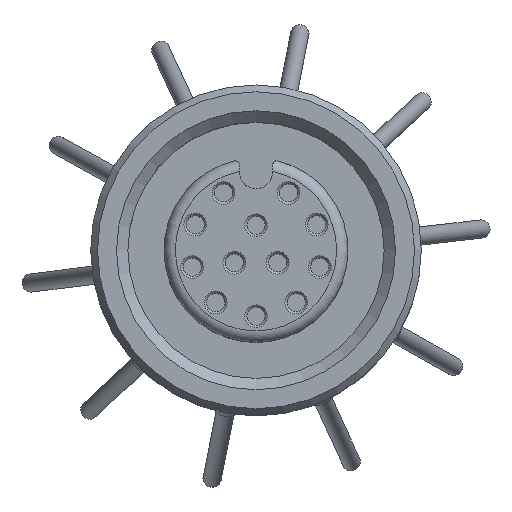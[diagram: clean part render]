
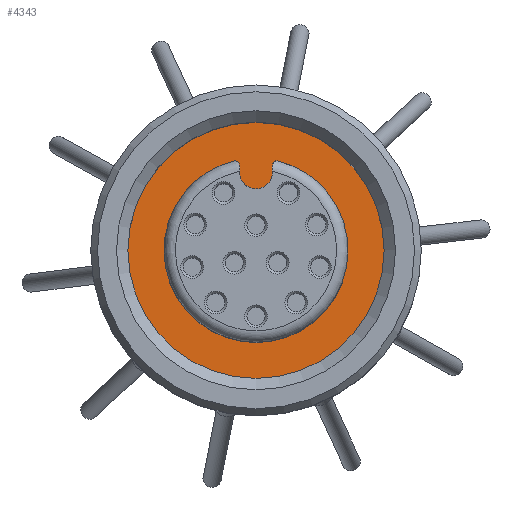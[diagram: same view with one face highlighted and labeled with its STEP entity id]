
A CAD part, top view. The second image highlights one B-rep face of the part: STEP entity #4343.
In plain terms, the highlighted planar face has unit normal (0, 0, 1).
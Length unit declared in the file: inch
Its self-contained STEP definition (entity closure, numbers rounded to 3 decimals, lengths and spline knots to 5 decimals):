
#66 = EDGE_LOOP ( 'NONE', ( #1290, #4313, #4911, #3105, #1158, #4988, #5616 ) ) ;
#94 = EDGE_CURVE ( 'NONE', #2391, #1877, #1880, .T. ) ;
#180 = DIRECTION ( 'NONE',  ( 0., 0., 1. ) ) ;
#192 = B_SPLINE_CURVE_WITH_KNOTS ( 'NONE', 2,
 ( #2499, #2143, #3988, #5838, #1686, #3619, #3071, #3131, #1347 ),
 .UNSPECIFIED., .F., .F.,
 ( 3, 2, 2, 2, 3 ),
 ( 0., 0.25, 0.5, 0.75, 1. ),
 .UNSPECIFIED. ) ;
#537 = CARTESIAN_POINT ( 'NONE',  ( 0.02854, 0.13484, -0.3189 ) ) ;
#576 = VECTOR ( 'NONE', #3405, 39.37008 ) ;
#634 = AXIS2_PLACEMENT_3D ( 'NONE', #2656, #3995, #5873 ) ;
#668 = VERTEX_POINT ( 'NONE', #537 ) ;
#716 = CARTESIAN_POINT ( 'NONE',  ( 0.02854, 0.14713, -0.3189 ) ) ;
#842 = CARTESIAN_POINT ( 'NONE',  ( -0.03085, 0.1527, -0.3189 ) ) ;
#1106 = EDGE_CURVE ( 'NONE', #1611, #5642, #3171, .T. ) ;
#1153 = VERTEX_POINT ( 'NONE', #5769 ) ;
#1158 = ORIENTED_EDGE ( 'NONE', *, *, #2701, .T. ) ;
#1237 = FACE_BOUND ( 'NONE', #66, .T. ) ;
#1276 = DIRECTION ( 'NONE',  ( 0., 0., 1. ) ) ;
#1290 = ORIENTED_EDGE ( 'NONE', *, *, #1106, .T. ) ;
#1338 = CARTESIAN_POINT ( 'NONE',  ( -0.03642, 0.15501, -0.3189 ) ) ;
#1347 = CARTESIAN_POINT ( 'NONE',  ( 0.02018, 0.11466, -0.3189 ) ) ;
#1423 = CARTESIAN_POINT ( 'NONE',  ( 0.02854, 0., -0.3189 ) ) ;
#1453 = LINE ( 'NONE', #1423, #2513 ) ;
#1611 = VERTEX_POINT ( 'NONE', #716 ) ;
#1686 = CARTESIAN_POINT ( 'NONE',  ( -0.01092, 0.10847, -0.3189 ) ) ;
#1735 = CARTESIAN_POINT ( 'NONE',  ( 0., 0., -0.3189 ) ) ;
#1744 = EDGE_CURVE ( 'NONE', #4972, #668, #5691, .T. ) ;
#1821 = CARTESIAN_POINT ( 'NONE',  ( -0.03642, 0.15501, -0.3189 ) ) ;
#1839 = CARTESIAN_POINT ( 'NONE',  ( 0.02854, 0.13484, -0.3189 ) ) ;
#1877 = VERTEX_POINT ( 'NONE', #1923 ) ;
#1880 = B_SPLINE_CURVE_WITH_KNOTS ( 'NONE', 2,
 ( #1821, #2363, #842, #2307, #4544 ),
 .UNSPECIFIED., .F., .F.,
 ( 3, 2, 3 ),
 ( 0., 0.5, 1. ),
 .UNSPECIFIED. ) ;
#1909 = DIRECTION ( 'NONE',  ( 0., 1., 0. ) ) ;
#1923 = CARTESIAN_POINT ( 'NONE',  ( -0.02854, 0.14713, -0.3189 ) ) ;
#1975 = CARTESIAN_POINT ( 'NONE',  ( 0.03642, 0.15501, -0.3189 ) ) ;
#2032 = DIRECTION ( 'NONE',  ( 0., 1., 0. ) ) ;
#2143 = CARTESIAN_POINT ( 'NONE',  ( -0.02854, 0.1262, -0.3189 ) ) ;
#2263 = CARTESIAN_POINT ( 'NONE',  ( 0., 0.22173, -0.3189 ) ) ;
#2294 = CARTESIAN_POINT ( 'NONE',  ( 0.02417, 0.11865, -0.3189 ) ) ;
#2307 = CARTESIAN_POINT ( 'NONE',  ( -0.02854, 0.15042, -0.3189 ) ) ;
#2363 = CARTESIAN_POINT ( 'NONE',  ( -0.03318, 0.15501, -0.3189 ) ) ;
#2391 = VERTEX_POINT ( 'NONE', #1338 ) ;
#2499 = CARTESIAN_POINT ( 'NONE',  ( -0.02854, 0.13484, -0.3189 ) ) ;
#2513 = VECTOR ( 'NONE', #1909, 39.37008 ) ;
#2540 = CARTESIAN_POINT ( 'NONE',  ( 0., 0., -0.3189 ) ) ;
#2656 = CARTESIAN_POINT ( 'NONE',  ( 0., 0., -0.3189 ) ) ;
#2701 = EDGE_CURVE ( 'NONE', #1153, #4972, #192, .T. ) ;
#2792 = CARTESIAN_POINT ( 'NONE',  ( 0.02854, 0.14713, -0.3189 ) ) ;
#3071 = CARTESIAN_POINT ( 'NONE',  ( 0.00557, 0.10685, -0.3189 ) ) ;
#3105 = ORIENTED_EDGE ( 'NONE', *, *, #5044, .T. ) ;
#3131 = CARTESIAN_POINT ( 'NONE',  ( 0.01405, 0.10853, -0.3189 ) ) ;
#3171 = B_SPLINE_CURVE_WITH_KNOTS ( 'NONE', 2,
 ( #2792, #4291, #3371, #3244, #4649 ),
 .UNSPECIFIED., .F., .F.,
 ( 3, 2, 3 ),
 ( 0., 0.5, 1. ),
 .UNSPECIFIED. ) ;
#3233 = CIRCLE ( 'NONE', #634, 0.15923 ) ;
#3244 = CARTESIAN_POINT ( 'NONE',  ( 0.03313, 0.15501, -0.3189 ) ) ;
#3371 = CARTESIAN_POINT ( 'NONE',  ( 0.03085, 0.1527, -0.3189 ) ) ;
#3405 = DIRECTION ( 'NONE',  ( 0., -1., 0. ) ) ;
#3543 = PLANE ( 'NONE',  #3967 ) ;
#3619 = CARTESIAN_POINT ( 'NONE',  ( -0.00295, 0.10516, -0.3189 ) ) ;
#3643 = ORIENTED_EDGE ( 'NONE', *, *, #4089, .T. ) ;
#3719 = EDGE_CURVE ( 'NONE', #2391, #5642, #3233, .T. ) ;
#3806 = CARTESIAN_POINT ( 'NONE',  ( 0.02018, 0.11466, -0.3189 ) ) ;
#3955 = LINE ( 'NONE', #5310, #576 ) ;
#3967 = AXIS2_PLACEMENT_3D ( 'NONE', #2540, #180, #2032 ) ;
#3988 = CARTESIAN_POINT ( 'NONE',  ( -0.02373, 0.11898, -0.3189 ) ) ;
#3995 = DIRECTION ( 'NONE',  ( 0., 0., 1. ) ) ;
#4089 = EDGE_CURVE ( 'NONE', #4618, #4618, #5219, .T. ) ;
#4114 = CARTESIAN_POINT ( 'NONE',  ( 0.02637, 0.12392, -0.3189 ) ) ;
#4226 = EDGE_CURVE ( 'NONE', #668, #1611, #1453, .T. ) ;
#4291 = CARTESIAN_POINT ( 'NONE',  ( 0.02854, 0.15037, -0.3189 ) ) ;
#4313 = ORIENTED_EDGE ( 'NONE', *, *, #3719, .F. ) ;
#4343 = ADVANCED_FACE ( 'NONE', ( #1237, #4848 ), #3543, .T. ) ;
#4359 = AXIS2_PLACEMENT_3D ( 'NONE', #1735, #1276, #4973 ) ;
#4544 = CARTESIAN_POINT ( 'NONE',  ( -0.02854, 0.14713, -0.3189 ) ) ;
#4618 = VERTEX_POINT ( 'NONE', #2263 ) ;
#4649 = CARTESIAN_POINT ( 'NONE',  ( 0.03642, 0.15501, -0.3189 ) ) ;
#4848 = FACE_OUTER_BOUND ( 'NONE', #5669, .T. ) ;
#4911 = ORIENTED_EDGE ( 'NONE', *, *, #94, .T. ) ;
#4972 = VERTEX_POINT ( 'NONE', #3806 ) ;
#4973 = DIRECTION ( 'NONE',  ( 0., 1., 0. ) ) ;
#4988 = ORIENTED_EDGE ( 'NONE', *, *, #1744, .T. ) ;
#5044 = EDGE_CURVE ( 'NONE', #1877, #1153, #3955, .T. ) ;
#5219 = CIRCLE ( 'NONE', #4359, 0.22173 ) ;
#5310 = CARTESIAN_POINT ( 'NONE',  ( -0.02854, 0., -0.3189 ) ) ;
#5554 = CARTESIAN_POINT ( 'NONE',  ( 0.02018, 0.11466, -0.3189 ) ) ;
#5616 = ORIENTED_EDGE ( 'NONE', *, *, #4226, .T. ) ;
#5642 = VERTEX_POINT ( 'NONE', #1975 ) ;
#5669 = EDGE_LOOP ( 'NONE', ( #3643 ) ) ;
#5691 = B_SPLINE_CURVE_WITH_KNOTS ( 'NONE', 2,
 ( #5554, #2294, #4114, #5960, #1839 ),
 .UNSPECIFIED., .F., .F.,
 ( 3, 2, 3 ),
 ( 0., 0.5, 1. ),
 .UNSPECIFIED. ) ;
#5769 = CARTESIAN_POINT ( 'NONE',  ( -0.02854, 0.13484, -0.3189 ) ) ;
#5838 = CARTESIAN_POINT ( 'NONE',  ( -0.01894, 0.1118, -0.3189 ) ) ;
#5873 = DIRECTION ( 'NONE',  ( 0., 1., 0. ) ) ;
#5960 = CARTESIAN_POINT ( 'NONE',  ( 0.02854, 0.12913, -0.3189 ) ) ;
